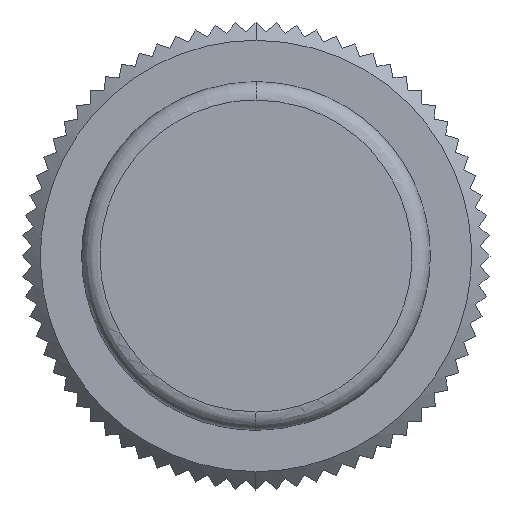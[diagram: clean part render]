
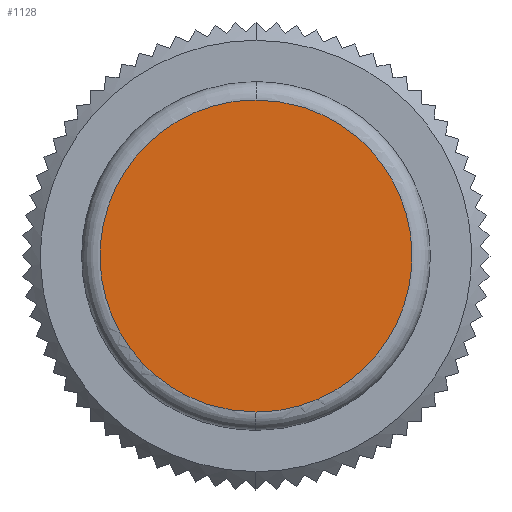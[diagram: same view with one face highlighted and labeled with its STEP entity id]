
A CAD part, front view. The second image highlights one B-rep face of the part: STEP entity #1128.
In plain terms, the highlighted planar face has unit normal (0, -1, 0).
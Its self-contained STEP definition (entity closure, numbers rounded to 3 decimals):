
#342 = CARTESIAN_POINT ( 'NONE',  ( -8.5, -42., 0. ) ) ;
#550 = CARTESIAN_POINT ( 'NONE',  ( -8.5, -42., -1.113 ) ) ;
#574 = CARTESIAN_POINT ( 'NONE',  ( -5.224, -42., 6.797 ) ) ;
#1105 = CARTESIAN_POINT ( 'NONE',  ( 5.224, -42., 6.797 ) ) ;
#1128 = ADVANCED_FACE ( 'NONE', ( #2551 ), #7538, .T. ) ;
#1297 = ORIENTED_EDGE ( 'NONE', *, *, #1792, .F. ) ;
#1632 = CARTESIAN_POINT ( 'NONE',  ( -4.281, -42., -7.427 ) ) ;
#1721 = CARTESIAN_POINT ( 'NONE',  ( 0., -42., 8.5 ) ) ;
#1722 = CARTESIAN_POINT ( 'NONE',  ( 5.224, -42., -6.797 ) ) ;
#1748 = CARTESIAN_POINT ( 'NONE',  ( -7.427, -42., 4.281 ) ) ;
#1779 = CARTESIAN_POINT ( 'NONE',  ( 4.281, -42., 7.427 ) ) ;
#1792 = EDGE_CURVE ( 'NONE', #2238, #4237, #6916, .T. ) ;
#2024 = CARTESIAN_POINT ( 'NONE',  ( 0., -42., -8.5 ) ) ;
#2238 = VERTEX_POINT ( 'NONE', #5045 ) ;
#2323 = CARTESIAN_POINT ( 'NONE',  ( 1.113, -42., -8.5 ) ) ;
#2436 = ORIENTED_EDGE ( 'NONE', *, *, #4742, .F. ) ;
#2551 = FACE_OUTER_BOUND ( 'NONE', #5986, .T. ) ;
#2928 = CARTESIAN_POINT ( 'NONE',  ( 8.5, -42., 1.113 ) ) ;
#2956 = CARTESIAN_POINT ( 'NONE',  ( 0., -42., -8.5 ) ) ;
#2980 = CARTESIAN_POINT ( 'NONE',  ( 2.225, -42., 8.279 ) ) ;
#3402 = DIRECTION ( 'NONE',  ( 0., -1., 0. ) ) ;
#3438 = CARTESIAN_POINT ( 'NONE',  ( -6.797, -42., -5.224 ) ) ;
#3471 = CARTESIAN_POINT ( 'NONE',  ( -2.225, -42., 8.279 ) ) ;
#3501 = CARTESIAN_POINT ( 'NONE',  ( -1.113, -42., 8.5 ) ) ;
#3551 = CARTESIAN_POINT ( 'NONE',  ( 8.279, -42., -2.225 ) ) ;
#3587 = CARTESIAN_POINT ( 'NONE',  ( 7.427, -42., 4.281 ) ) ;
#4147 = CARTESIAN_POINT ( 'NONE',  ( 2.225, -42., -8.279 ) ) ;
#4237 = VERTEX_POINT ( 'NONE', #2024 ) ;
#4671 = CARTESIAN_POINT ( 'NONE',  ( 6.797, -42., -5.224 ) ) ;
#4727 = CARTESIAN_POINT ( 'NONE',  ( 1.113, -42., 8.5 ) ) ;
#4742 = EDGE_CURVE ( 'NONE', #4237, #2238, #5461, .T. ) ;
#4753 = CARTESIAN_POINT ( 'NONE',  ( 0., -42., 8.5 ) ) ;
#4776 = CARTESIAN_POINT ( 'NONE',  ( -8.279, -42., -2.225 ) ) ;
#5045 = CARTESIAN_POINT ( 'NONE',  ( 0., -42., 8.5 ) ) ;
#5154 = DIRECTION ( 'NONE',  ( 0., 0., -1. ) ) ;
#5242 = CARTESIAN_POINT ( 'NONE',  ( -2.225, -42., -8.279 ) ) ;
#5270 = CARTESIAN_POINT ( 'NONE',  ( 0., -42., -8.5 ) ) ;
#5272 = CARTESIAN_POINT ( 'NONE',  ( 8.5, -42., -1.113 ) ) ;
#5344 = CARTESIAN_POINT ( 'NONE',  ( -7.427, -42., -4.281 ) ) ;
#5461 = B_SPLINE_CURVE_WITH_KNOTS ( 'NONE', 3,
 ( #5270, #7624, #5242, #1632, #6438, #3438, #5344, #4776, #550, #6526, #7188, #1748, #5953, #574, #7674, #3471, #3501, #1721 ),
 .UNSPECIFIED., .F., .F.,
 ( 4, 2, 2, 2, 2, 2, 2, 2, 4 ),
 ( 0., 0.125, 0.25, 0.375, 0.5, 0.625, 0.75, 0.875, 1. ),
 .UNSPECIFIED. ) ;
#5953 = CARTESIAN_POINT ( 'NONE',  ( -6.797, -42., 5.224 ) ) ;
#5955 = CARTESIAN_POINT ( 'NONE',  ( 8.279, -42., 2.225 ) ) ;
#5979 = CARTESIAN_POINT ( 'NONE',  ( 4.281, -42., -7.427 ) ) ;
#5986 = EDGE_LOOP ( 'NONE', ( #1297, #2436 ) ) ;
#6438 = CARTESIAN_POINT ( 'NONE',  ( -5.224, -42., -6.797 ) ) ;
#6526 = CARTESIAN_POINT ( 'NONE',  ( -8.5, -42., 1.113 ) ) ;
#6916 = B_SPLINE_CURVE_WITH_KNOTS ( 'NONE', 3,
 ( #4753, #4727, #2980, #1779, #1105, #7736, #3587, #5955, #2928, #5272, #3551, #7761, #4671, #1722, #5979, #4147, #2323, #2956 ),
 .UNSPECIFIED., .F., .F.,
 ( 4, 2, 2, 2, 2, 2, 2, 2, 4 ),
 ( 0., 0.125, 0.25, 0.375, 0.5, 0.625, 0.75, 0.875, 1. ),
 .UNSPECIFIED. ) ;
#7188 = CARTESIAN_POINT ( 'NONE',  ( -8.279, -42., 2.225 ) ) ;
#7194 = AXIS2_PLACEMENT_3D ( 'NONE', #342, #3402, #5154 ) ;
#7538 = PLANE ( 'NONE',  #7194 ) ;
#7624 = CARTESIAN_POINT ( 'NONE',  ( -1.113, -42., -8.5 ) ) ;
#7674 = CARTESIAN_POINT ( 'NONE',  ( -4.281, -42., 7.427 ) ) ;
#7736 = CARTESIAN_POINT ( 'NONE',  ( 6.797, -42., 5.224 ) ) ;
#7761 = CARTESIAN_POINT ( 'NONE',  ( 7.427, -42., -4.281 ) ) ;
